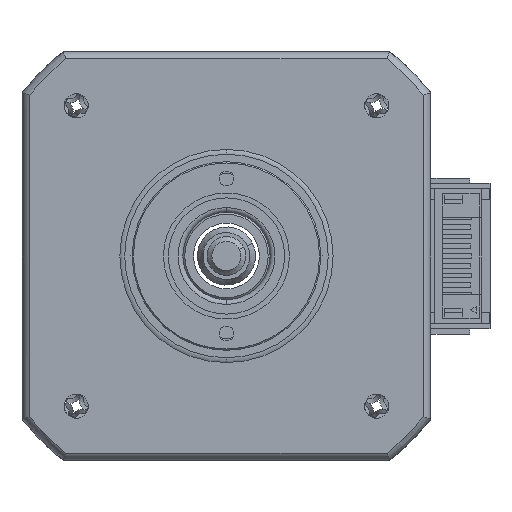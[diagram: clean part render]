
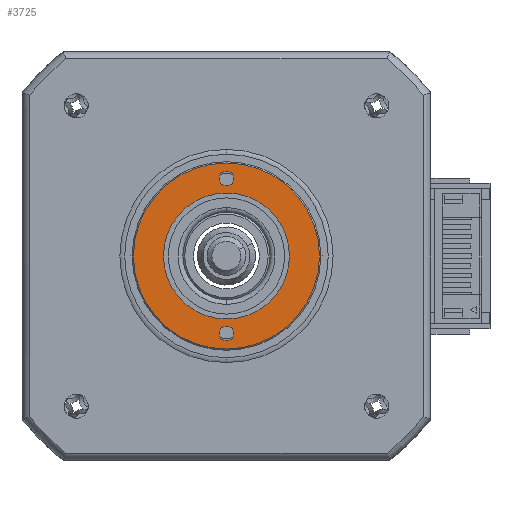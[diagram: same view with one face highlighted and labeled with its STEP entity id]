
A CAD part, left-side view. The second image highlights one B-rep face of the part: STEP entity #3725.
In plain terms, the highlighted planar face has unit normal (-1, 0, 0).
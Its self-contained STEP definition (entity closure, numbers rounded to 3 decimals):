
#47 = ORIENTED_EDGE ( 'NONE', *, *, #740, .T. ) ;
#60 = VERTEX_POINT ( 'NONE', #9470 ) ;
#278 = DIRECTION ( 'NONE',  ( 0., 1., 0. ) ) ;
#406 = EDGE_CURVE ( 'NONE', #1932, #3428, #6353, .T. ) ;
#740 = EDGE_CURVE ( 'NONE', #3428, #1932, #4443, .T. ) ;
#792 = EDGE_CURVE ( 'NONE', #9231, #9788, #10346, .T. ) ;
#806 = EDGE_CURVE ( 'NONE', #3692, #11508, #10072, .T. ) ;
#1212 = CARTESIAN_POINT ( 'NONE',  ( -26.423, 4.472, 48.3 ) ) ;
#1432 = CARTESIAN_POINT ( 'NONE',  ( -26.423, 4.472, 48.3 ) ) ;
#1932 = VERTEX_POINT ( 'NONE', #4666 ) ;
#2157 = EDGE_LOOP ( 'NONE', ( #2765, #47 ) ) ;
#2210 = CARTESIAN_POINT ( 'NONE',  ( -26.423, 4.472, 40.3 ) ) ;
#2298 = FACE_OUTER_BOUND ( 'NONE', #2157, .T. ) ;
#2488 = CARTESIAN_POINT ( 'NONE',  ( -26.423, 4.472, 48.3 ) ) ;
#2611 = FACE_BOUND ( 'NONE', #6771, .T. ) ;
#2765 = ORIENTED_EDGE ( 'NONE', *, *, #406, .T. ) ;
#2940 = CIRCLE ( 'NONE', #5314, 0.75 ) ;
#2996 = ORIENTED_EDGE ( 'NONE', *, *, #792, .T. ) ;
#3020 = ORIENTED_EDGE ( 'NONE', *, *, #6783, .T. ) ;
#3168 = DIRECTION ( 'NONE',  ( 0., 1., 0. ) ) ;
#3428 = VERTEX_POINT ( 'NONE', #4295 ) ;
#3465 = DIRECTION ( 'NONE',  ( 1., 0., 0. ) ) ;
#3481 = EDGE_LOOP ( 'NONE', ( #5012, #6410 ) ) ;
#3536 = DIRECTION ( 'NONE',  ( 1., 0., 0. ) ) ;
#3542 = DIRECTION ( 'NONE',  ( -1., 0., 0. ) ) ;
#3612 = CARTESIAN_POINT ( 'NONE',  ( -26.423, 5.222, 40.3 ) ) ;
#3619 = DIRECTION ( 'NONE',  ( 0., 1., 0. ) ) ;
#3692 = VERTEX_POINT ( 'NONE', #3844 ) ;
#3725 = ADVANCED_FACE ( 'NONE', ( #2298, #6993, #2611, #4522 ), #8571, .F. ) ;
#3844 = CARTESIAN_POINT ( 'NONE',  ( -26.423, 10.972, 48.3 ) ) ;
#3924 = DIRECTION ( 'NONE',  ( 1., 0., 0. ) ) ;
#4295 = CARTESIAN_POINT ( 'NONE',  ( -26.423, -5.128, 48.3 ) ) ;
#4443 = CIRCLE ( 'NONE', #9873, 9.6 ) ;
#4522 = FACE_BOUND ( 'NONE', #3481, .T. ) ;
#4666 = CARTESIAN_POINT ( 'NONE',  ( -26.423, 14.072, 48.3 ) ) ;
#4798 = EDGE_CURVE ( 'NONE', #5631, #60, #9411, .T. ) ;
#4966 = DIRECTION ( 'NONE',  ( 0., 1., 0. ) ) ;
#5012 = ORIENTED_EDGE ( 'NONE', *, *, #7545, .T. ) ;
#5305 = ORIENTED_EDGE ( 'NONE', *, *, #4798, .T. ) ;
#5314 = AXIS2_PLACEMENT_3D ( 'NONE', #9089, #3536, #9979 ) ;
#5544 = DIRECTION ( 'NONE',  ( 1., 0., 0. ) ) ;
#5586 = EDGE_CURVE ( 'NONE', #9788, #9231, #2940, .T. ) ;
#5631 = VERTEX_POINT ( 'NONE', #3612 ) ;
#6248 = DIRECTION ( 'NONE',  ( 1., 0., 0. ) ) ;
#6290 = EDGE_LOOP ( 'NONE', ( #5305, #3020 ) ) ;
#6353 = CIRCLE ( 'NONE', #10016, 9.6 ) ;
#6410 = ORIENTED_EDGE ( 'NONE', *, *, #806, .T. ) ;
#6750 = AXIS2_PLACEMENT_3D ( 'NONE', #9469, #3924, #10366 ) ;
#6771 = EDGE_LOOP ( 'NONE', ( #2996, #8310 ) ) ;
#6783 = EDGE_CURVE ( 'NONE', #60, #5631, #9595, .T. ) ;
#6855 = AXIS2_PLACEMENT_3D ( 'NONE', #11043, #5544, #11937 ) ;
#6993 = FACE_BOUND ( 'NONE', #6290, .T. ) ;
#7054 = CARTESIAN_POINT ( 'NONE',  ( -26.423, 4.472, 56.3 ) ) ;
#7545 = EDGE_CURVE ( 'NONE', #11508, #3692, #8016, .T. ) ;
#7552 = AXIS2_PLACEMENT_3D ( 'NONE', #9025, #3465, #9917 ) ;
#7816 = CARTESIAN_POINT ( 'NONE',  ( -26.423, -2.028, 48.3 ) ) ;
#8016 = CIRCLE ( 'NONE', #7552, 6.5 ) ;
#8310 = ORIENTED_EDGE ( 'NONE', *, *, #5586, .T. ) ;
#8571 = PLANE ( 'NONE',  #6750 ) ;
#8618 = AXIS2_PLACEMENT_3D ( 'NONE', #2210, #8761, #3168 ) ;
#8761 = DIRECTION ( 'NONE',  ( 1., 0., 0. ) ) ;
#9025 = CARTESIAN_POINT ( 'NONE',  ( -26.423, 4.472, 48.3 ) ) ;
#9089 = CARTESIAN_POINT ( 'NONE',  ( -26.423, 4.472, 56.3 ) ) ;
#9169 = CARTESIAN_POINT ( 'NONE',  ( -26.423, 3.722, 56.3 ) ) ;
#9231 = VERTEX_POINT ( 'NONE', #11025 ) ;
#9411 = CIRCLE ( 'NONE', #8618, 0.75 ) ;
#9469 = CARTESIAN_POINT ( 'NONE',  ( -26.423, 4.472, 48.3 ) ) ;
#9470 = CARTESIAN_POINT ( 'NONE',  ( -26.423, 3.722, 40.3 ) ) ;
#9595 = CIRCLE ( 'NONE', #6855, 0.75 ) ;
#9627 = AXIS2_PLACEMENT_3D ( 'NONE', #7054, #6248, #4966 ) ;
#9788 = VERTEX_POINT ( 'NONE', #9169 ) ;
#9873 = AXIS2_PLACEMENT_3D ( 'NONE', #2488, #3542, #3619 ) ;
#9890 = DIRECTION ( 'NONE',  ( -1., 0., 0. ) ) ;
#9917 = DIRECTION ( 'NONE',  ( 0., 1., 0. ) ) ;
#9979 = DIRECTION ( 'NONE',  ( 0., 1., 0. ) ) ;
#10016 = AXIS2_PLACEMENT_3D ( 'NONE', #1212, #9890, #10425 ) ;
#10072 = CIRCLE ( 'NONE', #10605, 6.5 ) ;
#10346 = CIRCLE ( 'NONE', #9627, 0.75 ) ;
#10366 = DIRECTION ( 'NONE',  ( 0., 1., 0. ) ) ;
#10425 = DIRECTION ( 'NONE',  ( 0., 1., 0. ) ) ;
#10605 = AXIS2_PLACEMENT_3D ( 'NONE', #1432, #11873, #278 ) ;
#11025 = CARTESIAN_POINT ( 'NONE',  ( -26.423, 5.222, 56.3 ) ) ;
#11043 = CARTESIAN_POINT ( 'NONE',  ( -26.423, 4.472, 40.3 ) ) ;
#11508 = VERTEX_POINT ( 'NONE', #7816 ) ;
#11873 = DIRECTION ( 'NONE',  ( 1., 0., 0. ) ) ;
#11937 = DIRECTION ( 'NONE',  ( 0., 1., 0. ) ) ;
